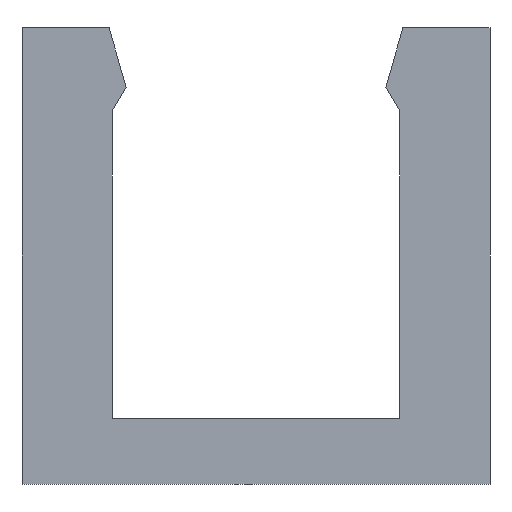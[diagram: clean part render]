
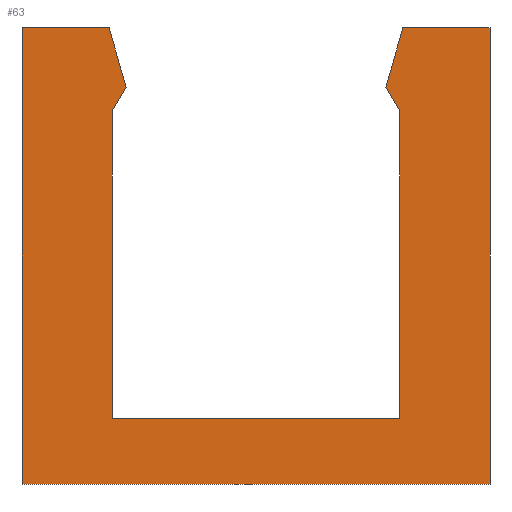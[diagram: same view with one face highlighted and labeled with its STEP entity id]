
A CAD part, front view. The second image highlights one B-rep face of the part: STEP entity #63.
In plain terms, the highlighted planar face has unit normal (0, -1, 0).
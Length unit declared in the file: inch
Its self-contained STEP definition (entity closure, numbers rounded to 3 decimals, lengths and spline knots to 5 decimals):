
#2 = VERTEX_POINT ( 'NONE', #87 ) ;
#28 = EDGE_CURVE ( 'NONE', #48, #29, #219, .T. ) ;
#29 = VERTEX_POINT ( 'NONE', #210 ) ;
#38 = EDGE_CURVE ( 'NONE', #51, #39, #266, .T. ) ;
#39 = VERTEX_POINT ( 'NONE', #257 ) ;
#47 = EDGE_CURVE ( 'NONE', #203, #48, #245, .T. ) ;
#48 = VERTEX_POINT ( 'NONE', #236 ) ;
#49 = EDGE_CURVE ( 'NONE', #50, #51, #234, .T. ) ;
#50 = VERTEX_POINT ( 'NONE', #230 ) ;
#51 = VERTEX_POINT ( 'NONE', #229 ) ;
#60 = EDGE_LOOP ( 'NONE', ( #61, #90, #91, #92, #93, #94, #64, #65, #68, #69, #88, #89 ) ) ;
#61 = ORIENTED_EDGE ( 'NONE', *, *, #49, .F. ) ;
#63 = ADVANCED_FACE ( 'Face1', ( #272 ), #274, .F. ) ;
#64 = ORIENTED_EDGE ( 'NONE', *, *, #146, .F. ) ;
#65 = ORIENTED_EDGE ( 'NONE', *, *, #172, .F. ) ;
#68 = ORIENTED_EDGE ( 'NONE', *, *, #28, .F. ) ;
#69 = ORIENTED_EDGE ( 'NONE', *, *, #47, .F. ) ;
#87 = CARTESIAN_POINT ( 'NONE',  ( 0.21689, -0.01, 0.2815 ) ) ;
#88 = ORIENTED_EDGE ( 'NONE', *, *, #202, .F. ) ;
#89 = ORIENTED_EDGE ( 'NONE', *, *, #38, .F. ) ;
#90 = ORIENTED_EDGE ( 'NONE', *, *, #160, .F. ) ;
#91 = ORIENTED_EDGE ( 'NONE', *, *, #149, .F. ) ;
#92 = ORIENTED_EDGE ( 'NONE', *, *, #196, .F. ) ;
#93 = ORIENTED_EDGE ( 'NONE', *, *, #185, .F. ) ;
#94 = ORIENTED_EDGE ( 'NONE', *, *, #165, .F. ) ;
#146 = EDGE_CURVE ( 'NONE', #173, #147, #392, .T. ) ;
#147 = VERTEX_POINT ( 'NONE', #388 ) ;
#149 = EDGE_CURVE ( 'NONE', #197, #150, #387, .T. ) ;
#150 = VERTEX_POINT ( 'NONE', #414 ) ;
#160 = EDGE_CURVE ( 'NONE', #150, #50, #398, .T. ) ;
#165 = EDGE_CURVE ( 'NONE', #147, #2, #502, .T. ) ;
#172 = EDGE_CURVE ( 'NONE', #29, #173, #498, .T. ) ;
#173 = VERTEX_POINT ( 'NONE', #494 ) ;
#185 = EDGE_CURVE ( 'NONE', #2, #186, #323, .T. ) ;
#186 = VERTEX_POINT ( 'NONE', #319 ) ;
#196 = EDGE_CURVE ( 'NONE', #186, #197, #303, .T. ) ;
#197 = VERTEX_POINT ( 'NONE', #299 ) ;
#202 = EDGE_CURVE ( 'NONE', #39, #203, #298, .T. ) ;
#203 = VERTEX_POINT ( 'NONE', #294 ) ;
#210 = CARTESIAN_POINT ( 'NONE',  ( -0.24, -0.01, -0.2715 ) ) ;
#211 = DIRECTION ( 'NONE',  ( 0., 0., -1. ) ) ;
#212 = VECTOR ( 'NONE', #211, 39.37008 ) ;
#213 = CARTESIAN_POINT ( 'NONE',  ( -0.24, -0.01, -0.2715 ) ) ;
#219 = LINE ( 'NONE', #213, #212 ) ;
#229 = CARTESIAN_POINT ( 'NONE',  ( -0.391, -0.01, 0.3815 ) ) ;
#230 = CARTESIAN_POINT ( 'NONE',  ( -0.391, -0.01, -0.3815 ) ) ;
#231 = DIRECTION ( 'NONE',  ( 0., 0., 1. ) ) ;
#232 = VECTOR ( 'NONE', #231, 39.37008 ) ;
#233 = CARTESIAN_POINT ( 'NONE',  ( -0.391, -0.01, -0.3815 ) ) ;
#234 = LINE ( 'NONE', #233, #232 ) ;
#236 = CARTESIAN_POINT ( 'NONE',  ( -0.24, -0.01, 0.2425 ) ) ;
#237 = DIRECTION ( 'NONE',  ( -0.51, 0., -0.86 ) ) ;
#238 = VECTOR ( 'NONE', #237, 39.37008 ) ;
#239 = CARTESIAN_POINT ( 'NONE',  ( -0.24, -0.01, 0.2425 ) ) ;
#245 = LINE ( 'NONE', #239, #238 ) ;
#257 = CARTESIAN_POINT ( 'NONE',  ( -0.2455, -0.01, 0.3815 ) ) ;
#258 = DIRECTION ( 'NONE',  ( 1., 0., 0. ) ) ;
#259 = VECTOR ( 'NONE', #258, 39.37008 ) ;
#260 = CARTESIAN_POINT ( 'NONE',  ( -0.391, -0.01, 0.3815 ) ) ;
#266 = LINE ( 'NONE', #260, #259 ) ;
#272 = FACE_OUTER_BOUND ( 'NONE', #60, .T. ) ;
#274 = PLANE ( 'NONE',  #275 ) ;
#275 = AXIS2_PLACEMENT_3D ( 'NONE', #276, #281, #288 ) ;
#276 = CARTESIAN_POINT ( 'NONE',  ( -0.391, -0.01, -0.2715 ) ) ;
#281 = DIRECTION ( 'NONE',  ( 0., 1., 0. ) ) ;
#288 = DIRECTION ( 'NONE',  ( 0., 0., 1. ) ) ;
#294 = CARTESIAN_POINT ( 'NONE',  ( -0.21689, -0.01, 0.2815 ) ) ;
#295 = DIRECTION ( 'NONE',  ( 0.275, 0., -0.961 ) ) ;
#296 = VECTOR ( 'NONE', #295, 39.37008 ) ;
#297 = CARTESIAN_POINT ( 'NONE',  ( -0.21689, -0.01, 0.2815 ) ) ;
#298 = LINE ( 'NONE', #297, #296 ) ;
#299 = CARTESIAN_POINT ( 'NONE',  ( 0.391, -0.01, 0.3815 ) ) ;
#300 = DIRECTION ( 'NONE',  ( 1., 0., 0. ) ) ;
#301 = VECTOR ( 'NONE', #300, 39.37008 ) ;
#302 = CARTESIAN_POINT ( 'NONE',  ( 0.2455, -0.01, 0.3815 ) ) ;
#303 = LINE ( 'NONE', #302, #301 ) ;
#319 = CARTESIAN_POINT ( 'NONE',  ( 0.2455, -0.01, 0.3815 ) ) ;
#320 = DIRECTION ( 'NONE',  ( 0.275, 0., 0.961 ) ) ;
#321 = VECTOR ( 'NONE', #320, 39.37008 ) ;
#322 = CARTESIAN_POINT ( 'NONE',  ( 0.21689, -0.01, 0.2815 ) ) ;
#323 = LINE ( 'NONE', #322, #321 ) ;
#385 = VECTOR ( 'NONE', #415, 39.37008 ) ;
#386 = CARTESIAN_POINT ( 'NONE',  ( 0.391, -0.01, -0.3815 ) ) ;
#387 = LINE ( 'NONE', #386, #385 ) ;
#388 = CARTESIAN_POINT ( 'NONE',  ( 0.24, -0.01, 0.2425 ) ) ;
#389 = DIRECTION ( 'NONE',  ( 0., 0., 1. ) ) ;
#390 = VECTOR ( 'NONE', #389, 39.37008 ) ;
#391 = CARTESIAN_POINT ( 'NONE',  ( 0.24, -0.01, -0.2715 ) ) ;
#392 = LINE ( 'NONE', #391, #390 ) ;
#395 = DIRECTION ( 'NONE',  ( -1., 0., 0. ) ) ;
#396 = VECTOR ( 'NONE', #395, 39.37008 ) ;
#397 = CARTESIAN_POINT ( 'NONE',  ( -0.391, -0.01, -0.3815 ) ) ;
#398 = LINE ( 'NONE', #397, #396 ) ;
#414 = CARTESIAN_POINT ( 'NONE',  ( 0.391, -0.01, -0.3815 ) ) ;
#415 = DIRECTION ( 'NONE',  ( 0., 0., -1. ) ) ;
#494 = CARTESIAN_POINT ( 'NONE',  ( 0.24, -0.01, -0.2715 ) ) ;
#495 = DIRECTION ( 'NONE',  ( 1., 0., 0. ) ) ;
#496 = VECTOR ( 'NONE', #495, 39.37008 ) ;
#497 = CARTESIAN_POINT ( 'NONE',  ( -0.24, -0.01, -0.2715 ) ) ;
#498 = LINE ( 'NONE', #497, #496 ) ;
#499 = DIRECTION ( 'NONE',  ( -0.51, 0., 0.86 ) ) ;
#500 = VECTOR ( 'NONE', #499, 39.37008 ) ;
#501 = CARTESIAN_POINT ( 'NONE',  ( 0.24, -0.01, 0.2425 ) ) ;
#502 = LINE ( 'NONE', #501, #500 ) ;
